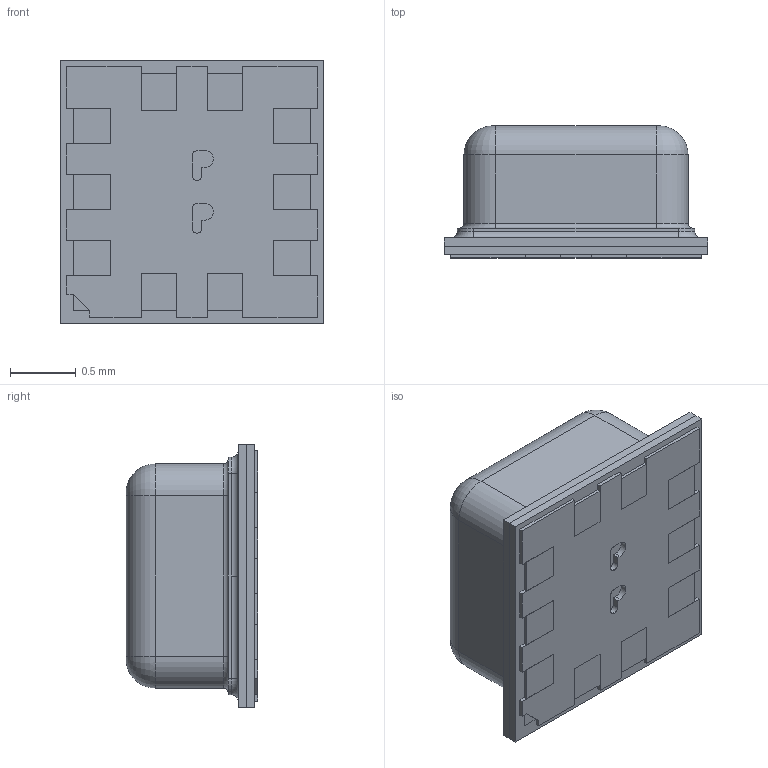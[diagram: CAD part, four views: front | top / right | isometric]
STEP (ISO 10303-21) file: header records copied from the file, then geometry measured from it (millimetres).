
FILE_DESCRIPTION (( 'STEP AP214' ), '1' );
FILE_NAME ('BMP384.STEP', '2023-01-25T21:00:53', ( '' ), ( '' ), 'SwSTEP 2.0', 'SolidWorks 2021', '' );
FILE_SCHEMA (( 'AUTOMOTIVE_DESIGN' ));
Length unit declared in the file: millimetre
Products named in the file (1): BMP384
Bounding box: 2 x 1 x 2 mm (x, y, z)
Volume: 2.9 mm3; surface area: 27.1 mm2
Topology: 14 solids, 14 shells, 216 faces, 520 edges, 338 vertices
Faces by surface type: plane 171, cylinder 33, torus 12
Entity records: 6344 total; most frequent: CARTESIAN_POINT 1075, ORIENTED_EDGE 1040, DIRECTION 1031, EDGE_CURVE 520, LINE 443, VECTOR 443, VERTEX_POINT 338, AXIS2_PLACEMENT_3D 294
